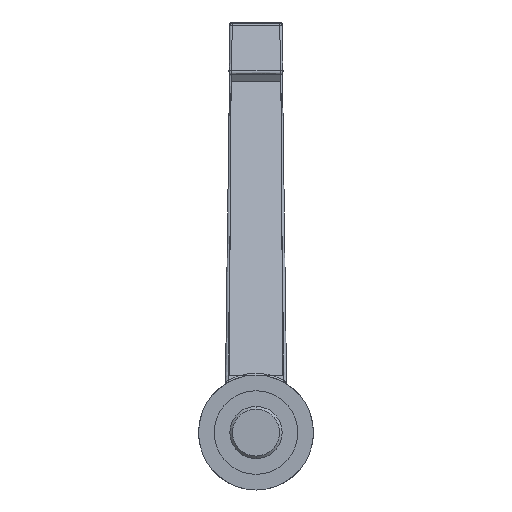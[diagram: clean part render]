
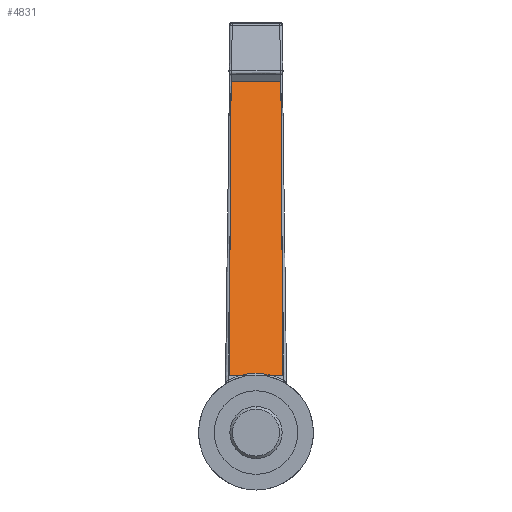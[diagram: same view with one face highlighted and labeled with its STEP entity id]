
A CAD part, front view. The second image highlights one B-rep face of the part: STEP entity #4831.
In plain terms, the highlighted planar face has unit normal (0, -0.955, 0.298).
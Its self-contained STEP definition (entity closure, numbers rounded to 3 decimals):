
#85 = DIRECTION ( 'NONE',  ( 1., 0., 0. ) ) ;
#146 = EDGE_CURVE ( 'NONE', #3978, #1882, #854, .T. ) ;
#472 = DIRECTION ( 'NONE',  ( -0.006, -0.298, -0.955 ) ) ;
#526 = VECTOR ( 'NONE', #85, 1000. ) ;
#534 = FACE_OUTER_BOUND ( 'NONE', #3279, .T. ) ;
#615 = DIRECTION ( 'NONE',  ( 0., -0.298, -0.955 ) ) ;
#854 = LINE ( 'NONE', #2469, #2464 ) ;
#991 = LINE ( 'NONE', #4325, #3317 ) ;
#1114 = CARTESIAN_POINT ( 'NONE',  ( 5.149, 17.389, 9.426 ) ) ;
#1282 = EDGE_CURVE ( 'NONE', #2996, #5358, #2063, .T. ) ;
#1353 = PLANE ( 'NONE',  #3846 ) ;
#1379 = ORIENTED_EDGE ( 'NONE', *, *, #3616, .T. ) ;
#1772 = CARTESIAN_POINT ( 'NONE',  ( -5.149, 17.389, 9.426 ) ) ;
#1882 = VERTEX_POINT ( 'NONE', #1772 ) ;
#2020 = CARTESIAN_POINT ( 'NONE',  ( -4.764, 35.38, 67.133 ) ) ;
#2063 = LINE ( 'NONE', #4918, #4029 ) ;
#2464 = VECTOR ( 'NONE', #472, 1000. ) ;
#2469 = CARTESIAN_POINT ( 'NONE',  ( -5.149, 17.389, 9.426 ) ) ;
#2484 = ORIENTED_EDGE ( 'NONE', *, *, #146, .T. ) ;
#2953 = LINE ( 'NONE', #3824, #526 ) ;
#2996 = VERTEX_POINT ( 'NONE', #1114 ) ;
#3260 = DIRECTION ( 'NONE',  ( -0.006, 0.298, 0.955 ) ) ;
#3279 = EDGE_LOOP ( 'NONE', ( #4025, #5138, #2484, #1379 ) ) ;
#3317 = VECTOR ( 'NONE', #4378, 1000. ) ;
#3586 = CARTESIAN_POINT ( 'NONE',  ( 4.764, 35.38, 67.133 ) ) ;
#3616 = EDGE_CURVE ( 'NONE', #1882, #2996, #2953, .T. ) ;
#3824 = CARTESIAN_POINT ( 'NONE',  ( 5.149, 17.389, 9.426 ) ) ;
#3846 = AXIS2_PLACEMENT_3D ( 'NONE', #4280, #4666, #615 ) ;
#3978 = VERTEX_POINT ( 'NONE', #2020 ) ;
#4025 = ORIENTED_EDGE ( 'NONE', *, *, #1282, .T. ) ;
#4029 = VECTOR ( 'NONE', #3260, 1000. ) ;
#4280 = CARTESIAN_POINT ( 'NONE',  ( 0., 13.171, -4.106 ) ) ;
#4325 = CARTESIAN_POINT ( 'NONE',  ( 4.764, 35.38, 67.133 ) ) ;
#4378 = DIRECTION ( 'NONE',  ( -1., 0., 0. ) ) ;
#4666 = DIRECTION ( 'NONE',  ( 0., -0.955, 0.298 ) ) ;
#4689 = EDGE_CURVE ( 'NONE', #5358, #3978, #991, .T. ) ;
#4831 = ADVANCED_FACE ( 'NONE', ( #534 ), #1353, .T. ) ;
#4918 = CARTESIAN_POINT ( 'NONE',  ( 5.149, 17.389, 9.426 ) ) ;
#5138 = ORIENTED_EDGE ( 'NONE', *, *, #4689, .T. ) ;
#5358 = VERTEX_POINT ( 'NONE', #3586 ) ;
